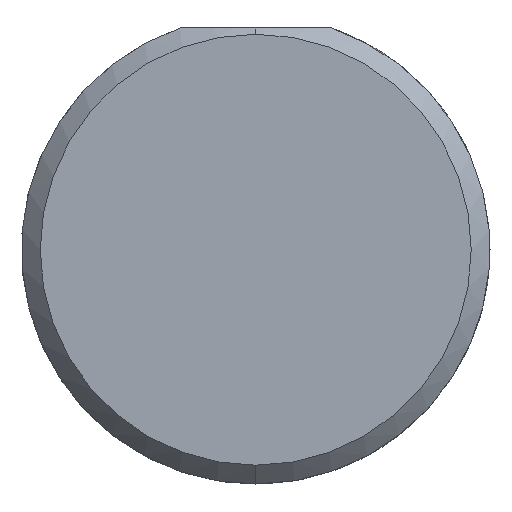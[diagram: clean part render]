
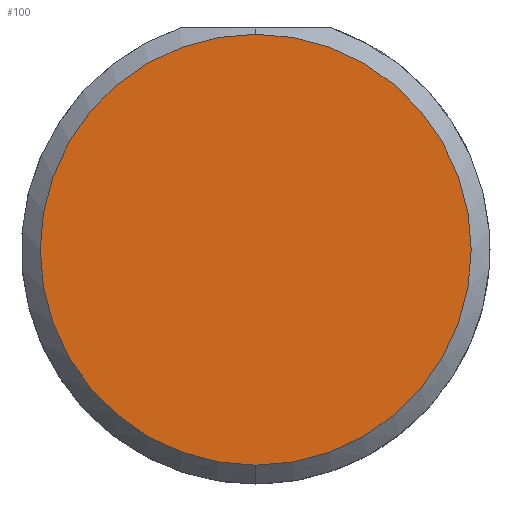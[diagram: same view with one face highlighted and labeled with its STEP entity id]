
A CAD part, left-side view. The second image highlights one B-rep face of the part: STEP entity #100.
In plain terms, the highlighted planar face has unit normal (-1, 0, 0).
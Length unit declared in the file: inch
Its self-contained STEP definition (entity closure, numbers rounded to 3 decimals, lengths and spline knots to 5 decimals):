
#48 = CARTESIAN_POINT ( 'NONE',  ( 0., 0., 0. ) ) ;
#99 = CIRCLE ( 'NONE', #235, 0.17235 ) ;
#100 = ADVANCED_FACE ( 'NONE', ( #262 ), #344, .F. ) ;
#136 = DIRECTION ( 'NONE',  ( -1., 0., 0. ) ) ;
#198 = AXIS2_PLACEMENT_3D ( 'NONE', #916, #507, #752 ) ;
#235 = AXIS2_PLACEMENT_3D ( 'NONE', #466, #883, #787 ) ;
#262 = FACE_OUTER_BOUND ( 'NONE', #828, .T. ) ;
#270 = AXIS2_PLACEMENT_3D ( 'NONE', #48, #136, #520 ) ;
#287 = CARTESIAN_POINT ( 'NONE',  ( 0., 0., 0.17235 ) ) ;
#303 = CARTESIAN_POINT ( 'NONE',  ( 0., 0., -0.17235 ) ) ;
#338 = EDGE_CURVE ( 'NONE', #870, #644, #99, .T. ) ;
#344 = PLANE ( 'NONE',  #198 ) ;
#350 = ORIENTED_EDGE ( 'NONE', *, *, #780, .T. ) ;
#387 = ORIENTED_EDGE ( 'NONE', *, *, #338, .T. ) ;
#466 = CARTESIAN_POINT ( 'NONE',  ( 0., 0., 0. ) ) ;
#507 = DIRECTION ( 'NONE',  ( 1., 0., 0. ) ) ;
#520 = DIRECTION ( 'NONE',  ( 0., 0., 1. ) ) ;
#644 = VERTEX_POINT ( 'NONE', #287 ) ;
#670 = CIRCLE ( 'NONE', #270, 0.17235 ) ;
#752 = DIRECTION ( 'NONE',  ( 0., 0., -1. ) ) ;
#780 = EDGE_CURVE ( 'NONE', #644, #870, #670, .T. ) ;
#787 = DIRECTION ( 'NONE',  ( 0., 0., 1. ) ) ;
#828 = EDGE_LOOP ( 'NONE', ( #387, #350 ) ) ;
#870 = VERTEX_POINT ( 'NONE', #303 ) ;
#883 = DIRECTION ( 'NONE',  ( -1., 0., 0. ) ) ;
#916 = CARTESIAN_POINT ( 'NONE',  ( 0., 0., 0. ) ) ;
